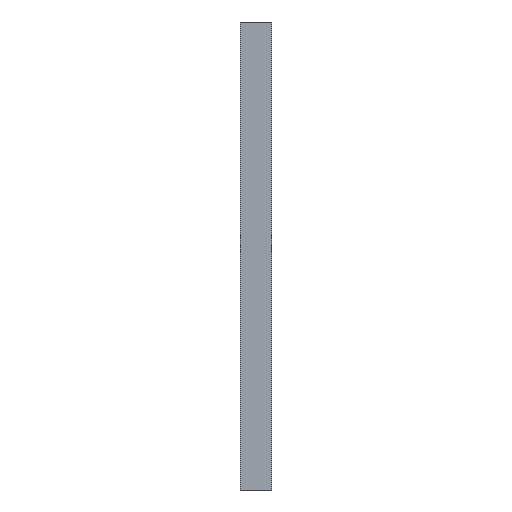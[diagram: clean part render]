
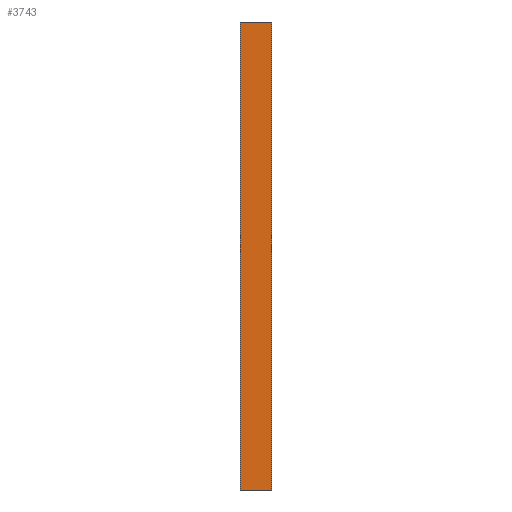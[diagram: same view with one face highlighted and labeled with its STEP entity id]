
A CAD part, left-side view. The second image highlights one B-rep face of the part: STEP entity #3743.
In plain terms, the highlighted planar face has unit normal (-1, 0, 0).
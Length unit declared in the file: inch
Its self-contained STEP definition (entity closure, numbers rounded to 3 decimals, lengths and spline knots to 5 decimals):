
#63 = CARTESIAN_POINT ( 'NONE',  ( -7.45, 1., -7.45 ) ) ;
#297 = DIRECTION ( 'NONE',  ( 0., 0., -1. ) ) ;
#750 = LINE ( 'NONE', #15880, #4025 ) ;
#3328 = ORIENTED_EDGE ( 'NONE', *, *, #9330, .T. ) ;
#3511 = LINE ( 'NONE', #5690, #10860 ) ;
#3641 = EDGE_CURVE ( 'NONE', #11715, #4338, #6295, .T. ) ;
#3743 = ADVANCED_FACE ( 'NONE', ( #15134 ), #16846, .F. ) ;
#4025 = VECTOR ( 'NONE', #7626, 39.37008 ) ;
#4089 = EDGE_CURVE ( 'NONE', #4338, #7108, #5231, .T. ) ;
#4338 = VERTEX_POINT ( 'NONE', #10312 ) ;
#5108 = VERTEX_POINT ( 'NONE', #16431 ) ;
#5231 = LINE ( 'NONE', #13750, #12111 ) ;
#5690 = CARTESIAN_POINT ( 'NONE',  ( -7.45, 0., -7.45 ) ) ;
#5774 = EDGE_LOOP ( 'NONE', ( #10368, #6352, #12172, #3328 ) ) ;
#6111 = CARTESIAN_POINT ( 'NONE',  ( -7.45, 1., -7.45 ) ) ;
#6295 = LINE ( 'NONE', #63, #15988 ) ;
#6352 = ORIENTED_EDGE ( 'NONE', *, *, #4089, .F. ) ;
#7108 = VERTEX_POINT ( 'NONE', #9857 ) ;
#7207 = CARTESIAN_POINT ( 'NONE',  ( -7.45, 1., -7.45 ) ) ;
#7626 = DIRECTION ( 'NONE',  ( 0., -1., 0. ) ) ;
#8587 = DIRECTION ( 'NONE',  ( 1., 0., 0. ) ) ;
#8619 = AXIS2_PLACEMENT_3D ( 'NONE', #7207, #8587, #297 ) ;
#9330 = EDGE_CURVE ( 'NONE', #11715, #5108, #750, .T. ) ;
#9732 = DIRECTION ( 'NONE',  ( 0., 0., 1. ) ) ;
#9857 = CARTESIAN_POINT ( 'NONE',  ( -7.45, 0., 7.45 ) ) ;
#10312 = CARTESIAN_POINT ( 'NONE',  ( -7.45, 1., 7.45 ) ) ;
#10368 = ORIENTED_EDGE ( 'NONE', *, *, #12064, .T. ) ;
#10860 = VECTOR ( 'NONE', #15313, 39.37008 ) ;
#11715 = VERTEX_POINT ( 'NONE', #6111 ) ;
#12064 = EDGE_CURVE ( 'NONE', #5108, #7108, #3511, .T. ) ;
#12111 = VECTOR ( 'NONE', #12370, 39.37008 ) ;
#12172 = ORIENTED_EDGE ( 'NONE', *, *, #3641, .F. ) ;
#12370 = DIRECTION ( 'NONE',  ( 0., -1., 0. ) ) ;
#13750 = CARTESIAN_POINT ( 'NONE',  ( -7.45, 1., 7.45 ) ) ;
#15134 = FACE_OUTER_BOUND ( 'NONE', #5774, .T. ) ;
#15313 = DIRECTION ( 'NONE',  ( 0., 0., 1. ) ) ;
#15880 = CARTESIAN_POINT ( 'NONE',  ( -7.45, 1., -7.45 ) ) ;
#15988 = VECTOR ( 'NONE', #9732, 39.37008 ) ;
#16431 = CARTESIAN_POINT ( 'NONE',  ( -7.45, 0., -7.45 ) ) ;
#16846 = PLANE ( 'NONE',  #8619 ) ;
